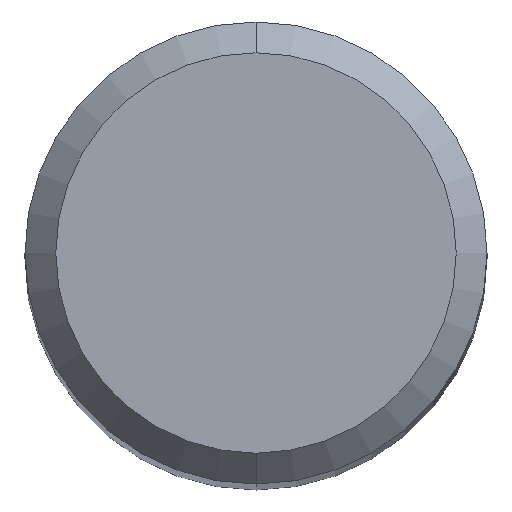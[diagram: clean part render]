
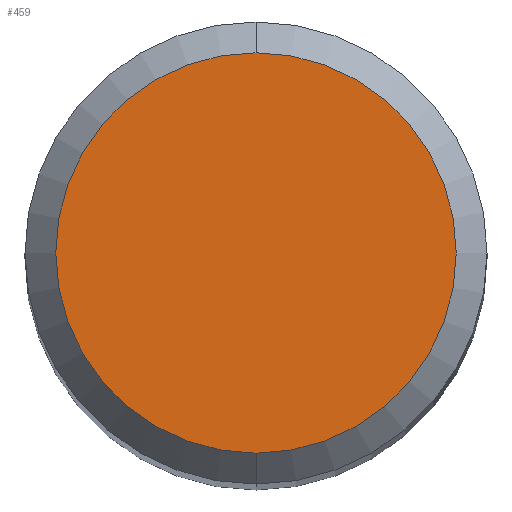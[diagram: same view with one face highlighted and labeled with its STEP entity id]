
A CAD part, top view. The second image highlights one B-rep face of the part: STEP entity #459.
In plain terms, the highlighted planar face has unit normal (0, 0, 1).
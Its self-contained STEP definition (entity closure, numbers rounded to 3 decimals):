
#459=ADVANCED_FACE('',(#1179),#1180,.T.);
#615=EDGE_CURVE('',#835,#1041,#1348,.T.);
#751=EDGE_CURVE('',#1041,#835,#1496,.T.);
#835=VERTEX_POINT('',#1594);
#1041=VERTEX_POINT('',#1818);
#1179=FACE_OUTER_BOUND('',#2264,.T.);
#1180=PLANE('',#2265);
#1348=CIRCLE('',#2764,2.6);
#1496=CIRCLE('',#3435,2.6);
#1594=CARTESIAN_POINT('',(0.,-2.6,0.0));
#1818=CARTESIAN_POINT('',(0.0,2.6,0.0));
#2264=EDGE_LOOP('',(#5159,#5160));
#2265=AXIS2_PLACEMENT_3D('',#5161,#5162,#5163);
#2764=AXIS2_PLACEMENT_3D('',#5301,#5302,#5303);
#3435=AXIS2_PLACEMENT_3D('',#5474,#5475,#5476);
#5159=ORIENTED_EDGE('',*,*,#751,.F.);
#5160=ORIENTED_EDGE('',*,*,#615,.F.);
#5161=CARTESIAN_POINT('',(0.0,1.3,0.0));
#5162=DIRECTION('',(-0.0,0.0,1.0));
#5163=DIRECTION('',(0.0,-1.0,0.0));
#5301=CARTESIAN_POINT('',(0.0,0.0,0.0));
#5302=DIRECTION('',(0.0,0.0,-1.0));
#5303=DIRECTION('',(0.0,1.0,0.0));
#5474=CARTESIAN_POINT('',(0.0,0.0,0.0));
#5475=DIRECTION('',(0.0,0.0,-1.0));
#5476=DIRECTION('',(0.0,1.0,0.0));
